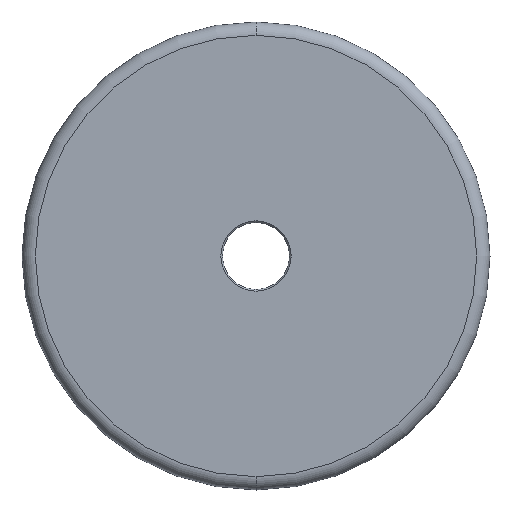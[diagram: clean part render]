
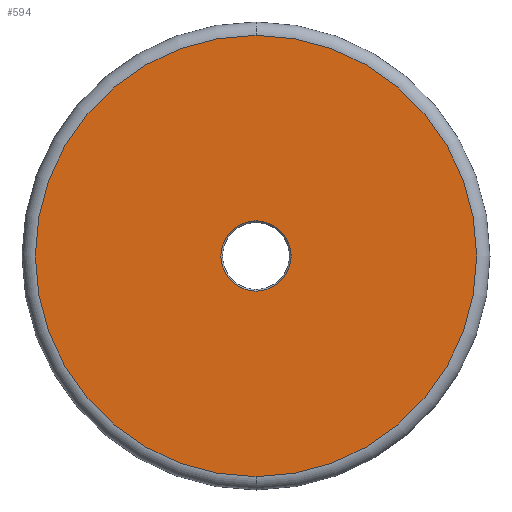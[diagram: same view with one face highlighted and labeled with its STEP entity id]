
A CAD part, front view. The second image highlights one B-rep face of the part: STEP entity #594.
In plain terms, the highlighted planar face has unit normal (0, -1, 0).
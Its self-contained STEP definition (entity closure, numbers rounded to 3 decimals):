
#21 = CARTESIAN_POINT ( 'NONE',  ( 0., 0., 0. ) ) ;
#64 = CARTESIAN_POINT ( 'NONE',  ( 0., 0., 0. ) ) ;
#78 = CARTESIAN_POINT ( 'NONE',  ( 0., 0., 10.5 ) ) ;
#97 = CARTESIAN_POINT ( 'NONE',  ( 0., 0., -10.5 ) ) ;
#110 = EDGE_CURVE ( 'NONE', #658, #215, #1485, .T. ) ;
#142 = DIRECTION ( 'NONE',  ( 0., 0., -1. ) ) ;
#215 = VERTEX_POINT ( 'NONE', #78 ) ;
#218 = EDGE_CURVE ( 'NONE', #842, #1704, #351, .T. ) ;
#242 = DIRECTION ( 'NONE',  ( 0., 0., -1. ) ) ;
#244 = EDGE_LOOP ( 'NONE', ( #268, #1357 ) ) ;
#268 = ORIENTED_EDGE ( 'NONE', *, *, #110, .T. ) ;
#270 = EDGE_CURVE ( 'NONE', #1704, #842, #360, .T. ) ;
#334 = ORIENTED_EDGE ( 'NONE', *, *, #218, .T. ) ;
#351 = CIRCLE ( 'NONE', #1685, 66. ) ;
#360 = CIRCLE ( 'NONE', #1638, 66. ) ;
#389 = PLANE ( 'NONE',  #1502 ) ;
#532 = DIRECTION ( 'NONE',  ( 0., -1., 0. ) ) ;
#571 = AXIS2_PLACEMENT_3D ( 'NONE', #21, #1249, #712 ) ;
#594 = ADVANCED_FACE ( 'NONE', ( #672, #1483 ), #389, .T. ) ;
#628 = EDGE_CURVE ( 'NONE', #215, #658, #1334, .T. ) ;
#658 = VERTEX_POINT ( 'NONE', #97 ) ;
#672 = FACE_BOUND ( 'NONE', #244, .T. ) ;
#712 = DIRECTION ( 'NONE',  ( 0., 0., -1. ) ) ;
#842 = VERTEX_POINT ( 'NONE', #1635 ) ;
#1030 = DIRECTION ( 'NONE',  ( 0., 0., -1. ) ) ;
#1080 = CARTESIAN_POINT ( 'NONE',  ( 0., 0., 0. ) ) ;
#1157 = DIRECTION ( 'NONE',  ( 0., 1., 0. ) ) ;
#1169 = CARTESIAN_POINT ( 'NONE',  ( 0., 0., 0. ) ) ;
#1187 = DIRECTION ( 'NONE',  ( 0., -1., 0. ) ) ;
#1200 = EDGE_LOOP ( 'NONE', ( #1367, #334 ) ) ;
#1249 = DIRECTION ( 'NONE',  ( 0., 1., 0. ) ) ;
#1334 = CIRCLE ( 'NONE', #571, 10.5 ) ;
#1357 = ORIENTED_EDGE ( 'NONE', *, *, #628, .T. ) ;
#1367 = ORIENTED_EDGE ( 'NONE', *, *, #270, .T. ) ;
#1462 = CARTESIAN_POINT ( 'NONE',  ( 10., 0., 0. ) ) ;
#1483 = FACE_OUTER_BOUND ( 'NONE', #1200, .T. ) ;
#1485 = CIRCLE ( 'NONE', #1744, 10.5 ) ;
#1502 = AXIS2_PLACEMENT_3D ( 'NONE', #1462, #532, #242 ) ;
#1558 = DIRECTION ( 'NONE',  ( 0., 0., -1. ) ) ;
#1635 = CARTESIAN_POINT ( 'NONE',  ( 0., 0., 66. ) ) ;
#1638 = AXIS2_PLACEMENT_3D ( 'NONE', #1080, #1751, #142 ) ;
#1669 = CARTESIAN_POINT ( 'NONE',  ( 0., 0., -66. ) ) ;
#1685 = AXIS2_PLACEMENT_3D ( 'NONE', #1169, #1187, #1030 ) ;
#1704 = VERTEX_POINT ( 'NONE', #1669 ) ;
#1744 = AXIS2_PLACEMENT_3D ( 'NONE', #64, #1157, #1558 ) ;
#1751 = DIRECTION ( 'NONE',  ( 0., -1., 0. ) ) ;
